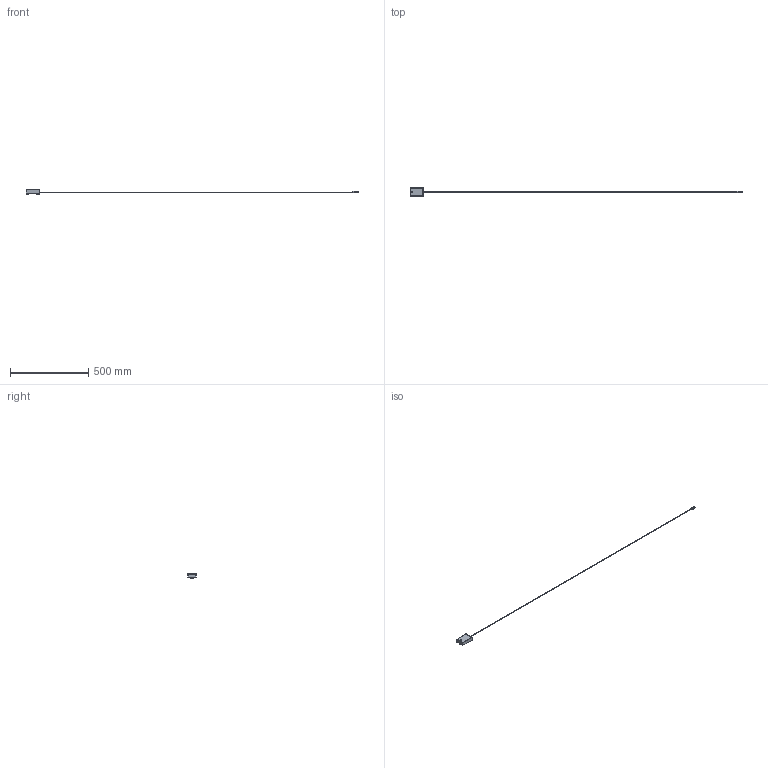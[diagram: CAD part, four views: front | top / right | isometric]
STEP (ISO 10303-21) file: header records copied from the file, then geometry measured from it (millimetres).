
FILE_DESCRIPTION( ( 'STEP AP214' ), '1' );
FILE_NAME( 'UPP01.step', '2018-07-10T00:09:43', ( ' ' ), ( ' ' ), 'XStep 1.0', ' ', ' ' );
FILE_SCHEMA( ( 'automotive_design' ) );
Length unit declared in the file: millimetre
Products named in the file (1): 1
Bounding box: 2119 x 55 x 29 mm (x, y, z)
Volume: 150072.5 mm3; surface area: 49934.5 mm2
Topology: 1 solids, 1 shells, 122 faces, 267 edges, 165 vertices
Faces by surface type: cylinder 54, plane 42, cone 12, torus 10, sphere 4
Full cylindrical faces by diameter (mm): 0.6 x3, 3 x1, 5 x1, 5.7 x1, 7 x1, 8 x1, 8.2 x1, 8.88 x1, 9 x1, 9.6 x1, 10.3 x1, 10.4 x1, 10.6 x3, 11 x1, 11.5 x2, 16 x2
Entity records: 4008 total; most frequent: DIRECTION 582, CARTESIAN_POINT 487, ORIENTED_EDGE 422, AXIS2_PLACEMENT_3D 248, EDGE_CURVE 211, EDGE_LOOP 184, VERTEX_POINT 153, FACE_OUTER_BOUND 150
